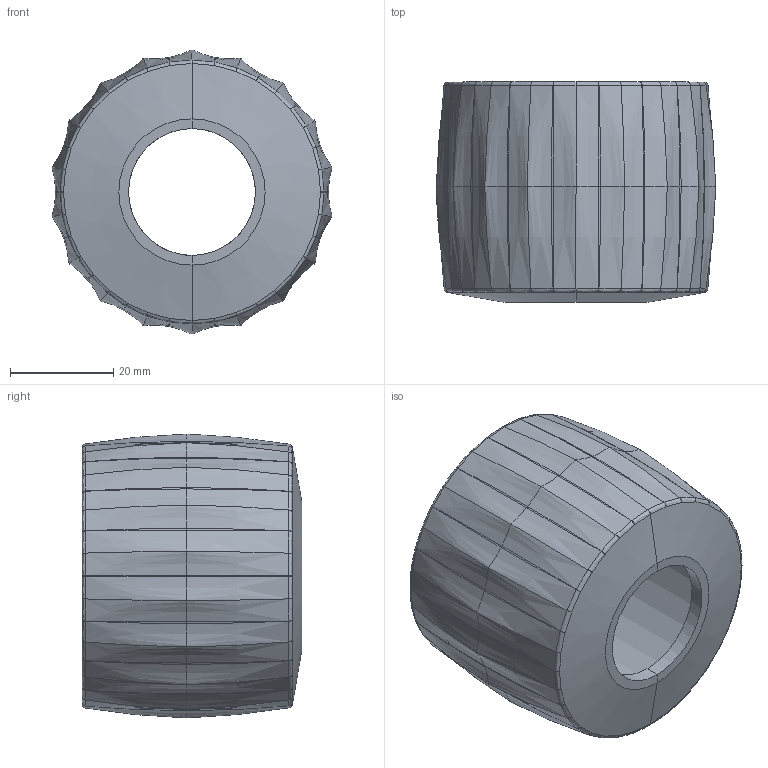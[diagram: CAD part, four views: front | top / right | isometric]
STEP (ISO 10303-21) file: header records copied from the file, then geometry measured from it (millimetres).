
FILE_DESCRIPTION (( 'STEP AP203' ), '1' );
FILE_NAME ('Spark Outer_100112.STEP', '2012-10-01T17:12:27', ( ' ' ), ( ' ' ), 'SwSTEP 2.0', 'SolidWorks 2011', '' );
FILE_SCHEMA (( 'CONFIG_CONTROL_DESIGN' ));
Length unit declared in the file: millimetre
Products named in the file (1): Spark Outer_100112
Bounding box: 54.04 x 42.5 x 54.86 mm (x, y, z)
Volume: 13001.2 mm3; surface area: 16093.8 mm2
Topology: 1 solids, 1 shells, 228 faces, 508 edges, 280 vertices
Faces by surface type: bspline 162, torus 54, cone 8, cylinder 4
Entity records: 22002 total; most frequent: CARTESIAN_POINT 18268, ORIENTED_EDGE 1016, EDGE_CURVE 508, B_SPLINE_CURVE_WITH_KNOTS 398, DIRECTION 342, VERTEX_POINT 280, EDGE_LOOP 228, ADVANCED_FACE 228
